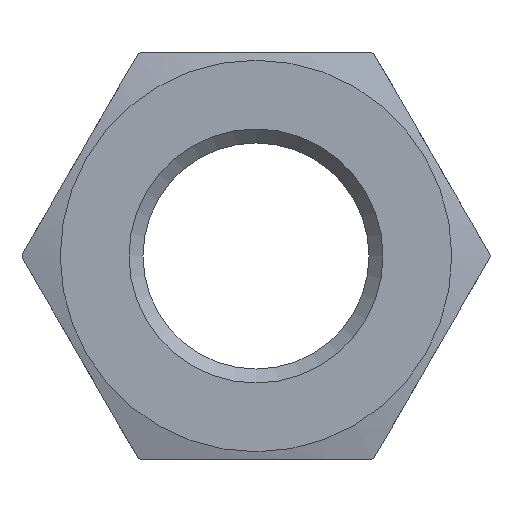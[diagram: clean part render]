
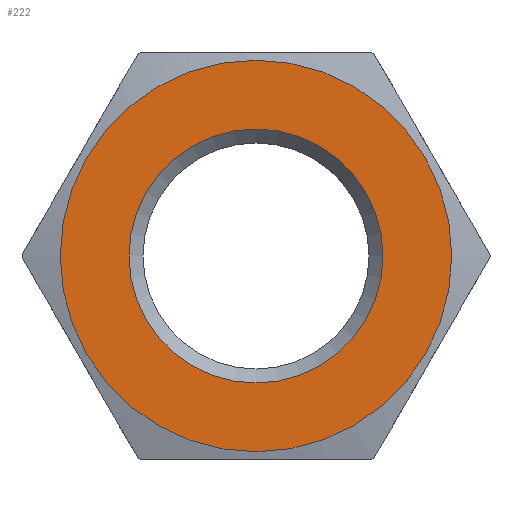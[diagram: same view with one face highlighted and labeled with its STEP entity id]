
A CAD part, left-side view. The second image highlights one B-rep face of the part: STEP entity #222.
In plain terms, the highlighted planar face has unit normal (-1, 0, 0).
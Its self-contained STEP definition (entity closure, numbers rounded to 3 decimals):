
#144=FACE_BOUND('',#295,.T.);
#145=FACE_BOUND('',#296,.T.);
#189=CIRCLE('',#608,13.);
#190=CIRCLE('',#610,8.431);
#222=ADVANCED_FACE('',(#144,#145),#234,.F.);
#234=PLANE('',#611);
#295=EDGE_LOOP('',(#419));
#296=EDGE_LOOP('',(#420));
#419=ORIENTED_EDGE('',*,*,#523,.T.);
#420=ORIENTED_EDGE('',*,*,#522,.T.);
#466=VERTEX_POINT('',#936);
#467=VERTEX_POINT('',#939);
#522=EDGE_CURVE('',#466,#466,#189,.T.);
#523=EDGE_CURVE('',#467,#467,#190,.T.);
#608=AXIS2_PLACEMENT_3D('',#935,#745,#746);
#610=AXIS2_PLACEMENT_3D('',#938,#749,#750);
#611=AXIS2_PLACEMENT_3D('',#940,#751,#752);
#745=DIRECTION('',(-1.,0.,0.));
#746=DIRECTION('',(0.,0.,1.));
#749=DIRECTION('',(1.,0.,0.));
#750=DIRECTION('',(0.,0.,-1.));
#751=DIRECTION('',(1.,0.,0.));
#752=DIRECTION('',(0.,0.,-1.));
#935=CARTESIAN_POINT('',(0.,0.,0.));
#936=CARTESIAN_POINT('',(0.,0.,13.));
#938=CARTESIAN_POINT('',(0.,0.,0.));
#939=CARTESIAN_POINT('',(0.,0.,-8.431));
#940=CARTESIAN_POINT('',(0.,0.,0.));
